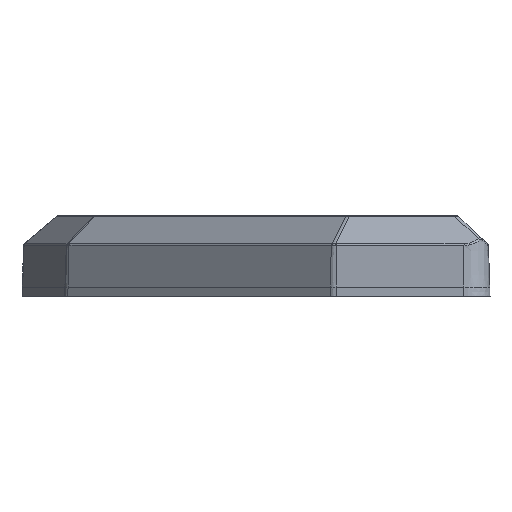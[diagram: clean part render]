
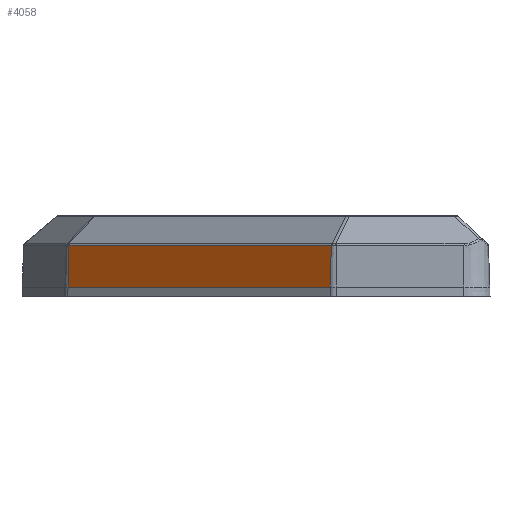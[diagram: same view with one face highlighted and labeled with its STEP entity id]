
A CAD part, front view. The second image highlights one B-rep face of the part: STEP entity #4058.
In plain terms, the highlighted planar face has unit normal (-0.678, -0.734, 0.035).
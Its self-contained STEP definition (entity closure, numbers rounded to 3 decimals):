
#432 = VERTEX_POINT ( 'NONE', #6720 ) ;
#2024 = DIRECTION ( 'NONE',  ( -0.735, 0.679, 0. ) ) ;
#2315 = VECTOR ( 'NONE', #8119, 1000. ) ;
#2354 = VERTEX_POINT ( 'NONE', #16204 ) ;
#2549 = CARTESIAN_POINT ( 'NONE',  ( -99.739, -114.695, 0. ) ) ;
#2663 = LINE ( 'NONE', #15488, #5925 ) ;
#2687 = AXIS2_PLACEMENT_3D ( 'NONE', #9114, #10552, #13799 ) ;
#2971 = VECTOR ( 'NONE', #8930, 1000. ) ;
#3227 = ORIENTED_EDGE ( 'NONE', *, *, #15788, .F. ) ;
#3291 = VERTEX_POINT ( 'NONE', #11520 ) ;
#3343 = PLANE ( 'NONE',  #2687 ) ;
#4058 = ADVANCED_FACE ( 'NONE', ( #8226 ), #3343, .T. ) ;
#5384 = EDGE_CURVE ( 'NONE', #432, #7962, #12718, .T. ) ;
#5578 = LINE ( 'NONE', #10135, #8709 ) ;
#5925 = VECTOR ( 'NONE', #7768, 1000. ) ;
#6026 = LINE ( 'NONE', #2549, #2315 ) ;
#6233 = CARTESIAN_POINT ( 'NONE',  ( -41.483, -167.976, 11.227 ) ) ;
#6383 = EDGE_CURVE ( 'NONE', #7962, #2354, #2663, .T. ) ;
#6720 = CARTESIAN_POINT ( 'NONE',  ( -99.473, -114.407, 11.227 ) ) ;
#7768 = DIRECTION ( 'NONE',  ( -0.024, -0.026, -0.999 ) ) ;
#7962 = VERTEX_POINT ( 'NONE', #8547 ) ;
#8119 = DIRECTION ( 'NONE',  ( 0.024, 0.026, 0.999 ) ) ;
#8226 = FACE_OUTER_BOUND ( 'NONE', #12726, .T. ) ;
#8523 = EDGE_CURVE ( 'NONE', #2354, #3291, #5578, .T. ) ;
#8547 = CARTESIAN_POINT ( 'NONE',  ( -41.483, -167.976, 11.227 ) ) ;
#8709 = VECTOR ( 'NONE', #2024, 1000. ) ;
#8930 = DIRECTION ( 'NONE',  ( 0.735, -0.679, 0. ) ) ;
#9114 = CARTESIAN_POINT ( 'NONE',  ( -99.739, -114.695, 0. ) ) ;
#9987 = ORIENTED_EDGE ( 'NONE', *, *, #8523, .F. ) ;
#10135 = CARTESIAN_POINT ( 'NONE',  ( -99.691, -114.642, 2.032 ) ) ;
#10152 = ORIENTED_EDGE ( 'NONE', *, *, #6383, .F. ) ;
#10545 = ORIENTED_EDGE ( 'NONE', *, *, #5384, .F. ) ;
#10552 = DIRECTION ( 'NONE',  ( -0.678, -0.734, 0.035 ) ) ;
#11520 = CARTESIAN_POINT ( 'NONE',  ( -99.691, -114.642, 2.032 ) ) ;
#12718 = LINE ( 'NONE', #6233, #2971 ) ;
#12726 = EDGE_LOOP ( 'NONE', ( #3227, #9987, #10152, #10545 ) ) ;
#13799 = DIRECTION ( 'NONE',  ( -0.735, 0.679, 0. ) ) ;
#15488 = CARTESIAN_POINT ( 'NONE',  ( -41.749, -168.264, 0. ) ) ;
#15788 = EDGE_CURVE ( 'NONE', #3291, #432, #6026, .T. ) ;
#16204 = CARTESIAN_POINT ( 'NONE',  ( -41.701, -168.212, 2.032 ) ) ;
